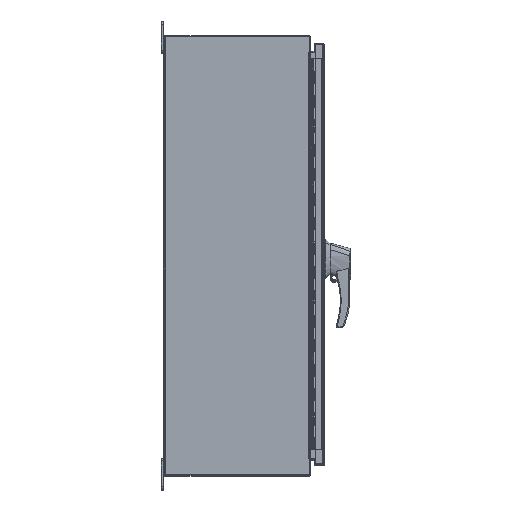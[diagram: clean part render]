
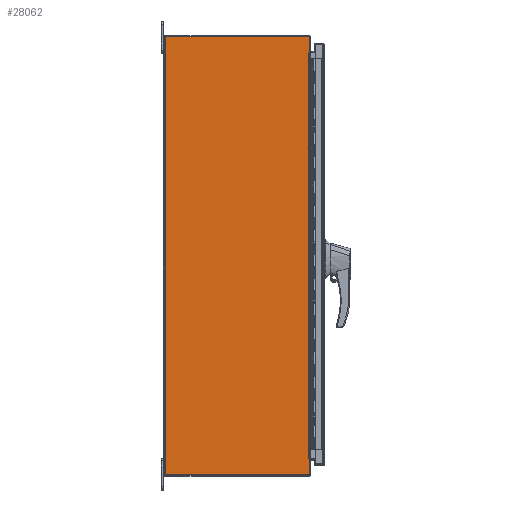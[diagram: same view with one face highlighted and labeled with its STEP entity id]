
A CAD part, top view. The second image highlights one B-rep face of the part: STEP entity #28062.
In plain terms, the highlighted face is planar.
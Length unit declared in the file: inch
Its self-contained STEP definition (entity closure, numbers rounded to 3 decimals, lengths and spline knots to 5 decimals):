
#1996 = CARTESIAN_POINT ( 'NONE',  ( -24., -11.762, -16.625 ) ) ;
#4183 = LINE ( 'NONE', #110921, #120954 ) ;
#4410 = ORIENTED_EDGE ( 'NONE', *, *, #20484, .F. ) ;
#6584 = VERTEX_POINT ( 'NONE', #143938 ) ;
#7157 = LINE ( 'NONE', #153451, #63531 ) ;
#7689 = ORIENTED_EDGE ( 'NONE', *, *, #71271, .T. ) ;
#8062 = DIRECTION ( 'NONE',  ( 0., 1., 0. ) ) ;
#8572 = DIRECTION ( 'NONE',  ( 0., -1., 0. ) ) ;
#8974 = VERTEX_POINT ( 'NONE', #135788 ) ;
#10833 = CARTESIAN_POINT ( 'NONE',  ( -24., 0.0095, -17.905 ) ) ;
#14271 = VERTEX_POINT ( 'NONE', #135277 ) ;
#14519 = DIRECTION ( 'NONE',  ( 0., 0., -1. ) ) ;
#15063 = ORIENTED_EDGE ( 'NONE', *, *, #15306, .T. ) ;
#15306 = EDGE_CURVE ( 'NONE', #6584, #152115, #43018, .T. ) ;
#17104 = VECTOR ( 'NONE', #8062, 39.37008 ) ;
#18836 = EDGE_CURVE ( 'NONE', #45075, #14271, #153710, .T. ) ;
#20484 = EDGE_CURVE ( 'NONE', #14271, #137297, #131882, .T. ) ;
#21351 = DIRECTION ( 'NONE',  ( 0., 0., 1. ) ) ;
#27613 = VECTOR ( 'NONE', #111910, 39.37008 ) ;
#28062 = ADVANCED_FACE ( 'NONE', ( #44610 ), #81352, .F. ) ;
#30928 = ORIENTED_EDGE ( 'NONE', *, *, #41729, .T. ) ;
#34855 = CARTESIAN_POINT ( 'NONE',  ( -24., -11.762, 16.655 ) ) ;
#41729 = EDGE_CURVE ( 'NONE', #121168, #97580, #106793, .T. ) ;
#43018 = LINE ( 'NONE', #1996, #120178 ) ;
#44610 = FACE_OUTER_BOUND ( 'NONE', #58347, .T. ) ;
#45075 = VERTEX_POINT ( 'NONE', #149960 ) ;
#53855 = VECTOR ( 'NONE', #96551, 39.37008 ) ;
#54161 = CARTESIAN_POINT ( 'NONE',  ( -24., -11.762, -16.655 ) ) ;
#54598 = VECTOR ( 'NONE', #14519, 39.37008 ) ;
#55669 = CARTESIAN_POINT ( 'NONE',  ( -24., 0.095, -17.905 ) ) ;
#55880 = CARTESIAN_POINT ( 'NONE',  ( -24., -11.81, 16.655 ) ) ;
#58347 = EDGE_LOOP ( 'NONE', ( #7689, #123582, #62744, #96846, #4410, #86265, #95244, #30928, #94996, #15063 ) ) ;
#60966 = DIRECTION ( 'NONE',  ( 0., 0., 1. ) ) ;
#61720 = CARTESIAN_POINT ( 'NONE',  ( -24., -11.762, -16.625 ) ) ;
#62744 = ORIENTED_EDGE ( 'NONE', *, *, #81572, .F. ) ;
#63531 = VECTOR ( 'NONE', #21351, 39.37008 ) ;
#66915 = CARTESIAN_POINT ( 'NONE',  ( -24., -11.762, -16.655 ) ) ;
#68195 = VECTOR ( 'NONE', #8572, 39.37008 ) ;
#68494 = VERTEX_POINT ( 'NONE', #91522 ) ;
#69695 = EDGE_CURVE ( 'NONE', #68494, #124950, #82864, .T. ) ;
#70201 = CARTESIAN_POINT ( 'NONE',  ( -24., -11.81, -17.905 ) ) ;
#71271 = EDGE_CURVE ( 'NONE', #152115, #124950, #4183, .T. ) ;
#73273 = DIRECTION ( 'NONE',  ( 0., 0., 1. ) ) ;
#74988 = CARTESIAN_POINT ( 'NONE',  ( -24., -11.762, -17.905 ) ) ;
#75726 = LINE ( 'NONE', #80597, #68195 ) ;
#79387 = DIRECTION ( 'NONE',  ( 0., 1., 0. ) ) ;
#80597 = CARTESIAN_POINT ( 'NONE',  ( -24., 0.095, 17.905 ) ) ;
#81352 = PLANE ( 'NONE',  #143878 ) ;
#81572 = EDGE_CURVE ( 'NONE', #8974, #68494, #75726, .T. ) ;
#82864 = LINE ( 'NONE', #122424, #54598 ) ;
#86119 = DIRECTION ( 'NONE',  ( 0., -1., 0. ) ) ;
#86265 = ORIENTED_EDGE ( 'NONE', *, *, #18836, .F. ) ;
#87776 = CARTESIAN_POINT ( 'NONE',  ( -24., -0.048, -17.905 ) ) ;
#91522 = CARTESIAN_POINT ( 'NONE',  ( -24., -11.81, 17.905 ) ) ;
#92949 = DIRECTION ( 'NONE',  ( 0., 1., 0. ) ) ;
#93629 = VECTOR ( 'NONE', #73273, 39.37008 ) ;
#94996 = ORIENTED_EDGE ( 'NONE', *, *, #103445, .F. ) ;
#95244 = ORIENTED_EDGE ( 'NONE', *, *, #124873, .T. ) ;
#96551 = DIRECTION ( 'NONE',  ( 0., 0., -1. ) ) ;
#96846 = ORIENTED_EDGE ( 'NONE', *, *, #110081, .F. ) ;
#97580 = VERTEX_POINT ( 'NONE', #115961 ) ;
#103445 = EDGE_CURVE ( 'NONE', #6584, #97580, #148112, .T. ) ;
#106105 = DIRECTION ( 'NONE',  ( 1., 0., 0. ) ) ;
#106793 = LINE ( 'NONE', #61720, #93629 ) ;
#110081 = EDGE_CURVE ( 'NONE', #137297, #8974, #7157, .T. ) ;
#110921 = CARTESIAN_POINT ( 'NONE',  ( -24., -11.762, 16.655 ) ) ;
#111910 = DIRECTION ( 'NONE',  ( 0., 0., -1. ) ) ;
#113200 = LINE ( 'NONE', #66915, #17104 ) ;
#115961 = CARTESIAN_POINT ( 'NONE',  ( -24., -11.762, -16.625 ) ) ;
#120178 = VECTOR ( 'NONE', #60966, 39.37008 ) ;
#120954 = VECTOR ( 'NONE', #86119, 39.37008 ) ;
#121168 = VERTEX_POINT ( 'NONE', #54161 ) ;
#122424 = CARTESIAN_POINT ( 'NONE',  ( -24., -11.81, -17.905 ) ) ;
#123582 = ORIENTED_EDGE ( 'NONE', *, *, #69695, .F. ) ;
#124873 = EDGE_CURVE ( 'NONE', #45075, #121168, #113200, .T. ) ;
#124950 = VERTEX_POINT ( 'NONE', #55880 ) ;
#131882 = LINE ( 'NONE', #55669, #154464 ) ;
#135277 = CARTESIAN_POINT ( 'NONE',  ( -24., -11.81, -17.905 ) ) ;
#135788 = CARTESIAN_POINT ( 'NONE',  ( -24., -0.048, 17.905 ) ) ;
#137297 = VERTEX_POINT ( 'NONE', #87776 ) ;
#143878 = AXIS2_PLACEMENT_3D ( 'NONE', #10833, #106105, #92949 ) ;
#143938 = CARTESIAN_POINT ( 'NONE',  ( -24., -11.762, 16.625 ) ) ;
#148112 = LINE ( 'NONE', #74988, #27613 ) ;
#149960 = CARTESIAN_POINT ( 'NONE',  ( -24., -11.81, -16.655 ) ) ;
#152115 = VERTEX_POINT ( 'NONE', #34855 ) ;
#153451 = CARTESIAN_POINT ( 'NONE',  ( -24., -0.048, -17.905 ) ) ;
#153710 = LINE ( 'NONE', #70201, #53855 ) ;
#154464 = VECTOR ( 'NONE', #79387, 39.37008 ) ;
